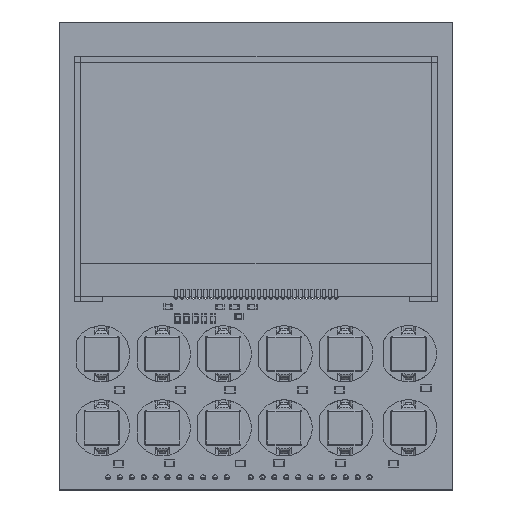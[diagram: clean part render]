
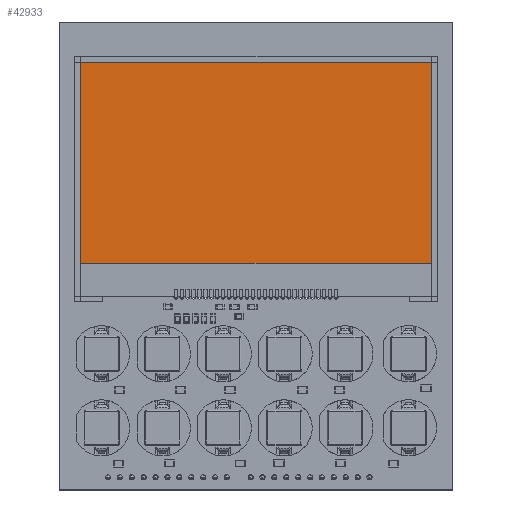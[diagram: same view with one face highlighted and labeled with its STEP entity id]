
A CAD part, top view. The second image highlights one B-rep face of the part: STEP entity #42933.
In plain terms, the highlighted planar face has unit normal (0, 0, 1).
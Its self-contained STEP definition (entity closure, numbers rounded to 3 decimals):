
#42804 = VERTEX_POINT('',#42805);
#42805 = CARTESIAN_POINT('',(-37.5,21.5,6.3));
#42811 = EDGE_CURVE('',#42804,#42812,#42814,.T.);
#42812 = VERTEX_POINT('',#42813);
#42813 = CARTESIAN_POINT('',(37.5,21.5,6.3));
#42814 = LINE('',#42815,#42816);
#42815 = CARTESIAN_POINT('',(-37.5,21.5,6.3));
#42816 = VECTOR('',#42817,1.);
#42817 = DIRECTION('',(1.,0.,0.));
#42842 = EDGE_CURVE('',#42812,#42843,#42845,.T.);
#42843 = VERTEX_POINT('',#42844);
#42844 = CARTESIAN_POINT('',(37.5,-21.5,6.3));
#42845 = LINE('',#42846,#42847);
#42846 = CARTESIAN_POINT('',(37.5,21.5,6.3));
#42847 = VECTOR('',#42848,1.);
#42848 = DIRECTION('',(0.,-1.,0.));
#42873 = EDGE_CURVE('',#42843,#42874,#42876,.T.);
#42874 = VERTEX_POINT('',#42875);
#42875 = CARTESIAN_POINT('',(-37.5,-21.5,6.3));
#42876 = LINE('',#42877,#42878);
#42877 = CARTESIAN_POINT('',(37.5,-21.5,6.3));
#42878 = VECTOR('',#42879,1.);
#42879 = DIRECTION('',(-1.,0.,0.));
#42904 = EDGE_CURVE('',#42874,#42804,#42905,.T.);
#42905 = LINE('',#42906,#42907);
#42906 = CARTESIAN_POINT('',(-37.5,-21.5,6.3));
#42907 = VECTOR('',#42908,1.);
#42908 = DIRECTION('',(0.,1.,0.));
#42933 = ADVANCED_FACE('',(#42934),#42940,.T.);
#42934 = FACE_BOUND('',#42935,.F.);
#42935 = EDGE_LOOP('',(#42936,#42937,#42938,#42939));
#42936 = ORIENTED_EDGE('',*,*,#42811,.T.);
#42937 = ORIENTED_EDGE('',*,*,#42842,.T.);
#42938 = ORIENTED_EDGE('',*,*,#42873,.T.);
#42939 = ORIENTED_EDGE('',*,*,#42904,.T.);
#42940 = PLANE('',#42941);
#42941 = AXIS2_PLACEMENT_3D('',#42942,#42943,#42944);
#42942 = CARTESIAN_POINT('',(-37.5,21.5,6.3));
#42943 = DIRECTION('',(0.,0.,1.));
#42944 = DIRECTION('',(1.,0.,0.));
